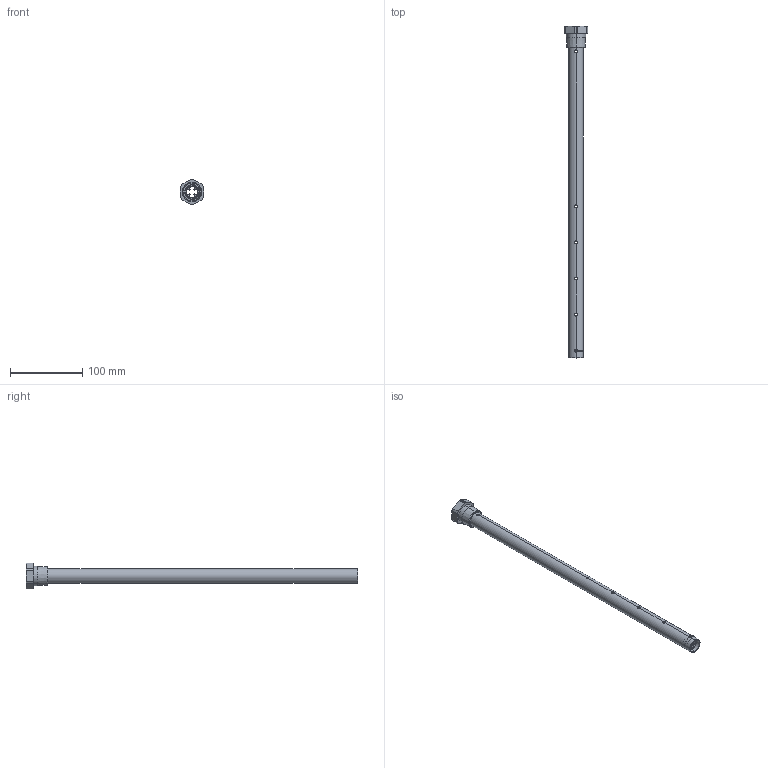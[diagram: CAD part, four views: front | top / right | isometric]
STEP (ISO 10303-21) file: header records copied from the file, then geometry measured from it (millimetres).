
FILE_DESCRIPTION (( 'STEP AP214' ), '1' );
FILE_NAME ('GWR-C450.STEP', '2020-05-20T16:23:38', ( '' ), ( '' ), 'SwSTEP 2.0', 'SolidWorks 2017', '' );
FILE_SCHEMA (( 'AUTOMOTIVE_DESIGN' ));
Length unit declared in the file: inch
Products named in the file (1): GWR-C450
Bounding box: 32 x 459.1 x 34.99 mm (x, y, z)
Volume: 36218.7 mm3; surface area: 57445.2 mm2
Topology: 1 solids, 1 shells, 134 faces, 443 edges, 288 vertices
Faces by surface type: cylinder 86, plane 24, bspline 12, cone 12
Entity records: 6925 total; most frequent: CARTESIAN_POINT 3196, ORIENTED_EDGE 886, DIRECTION 673, EDGE_CURVE 443, VERTEX_POINT 288, AXIS2_PLACEMENT_3D 263, B_SPLINE_CURVE_WITH_KNOTS 152, LINE 147
